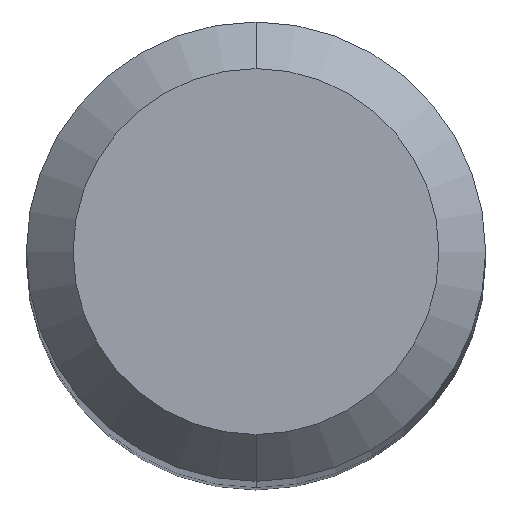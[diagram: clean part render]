
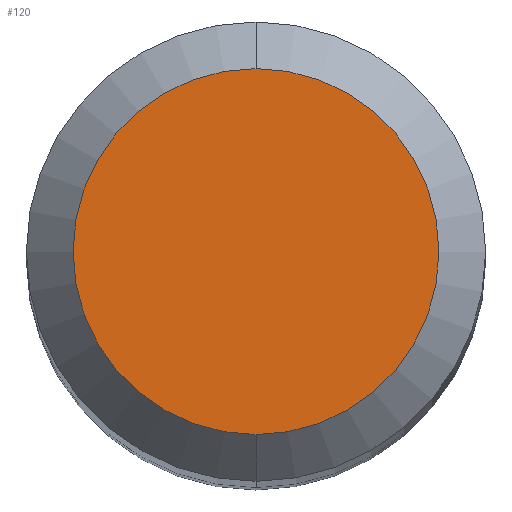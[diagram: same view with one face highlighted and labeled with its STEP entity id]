
A CAD part, top view. The second image highlights one B-rep face of the part: STEP entity #120.
In plain terms, the highlighted planar face has unit normal (0, 0, 1).
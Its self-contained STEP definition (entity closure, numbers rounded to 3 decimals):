
#14 = AXIS2_PLACEMENT_3D ( 'NONE', #154, #71, #27 ) ;
#22 = DIRECTION ( 'NONE',  ( 0., 0., -1. ) ) ;
#27 = DIRECTION ( 'NONE',  ( 0., 1., 0. ) ) ;
#42 = EDGE_CURVE ( 'NONE', #102, #148, #200, .T. ) ;
#51 = ORIENTED_EDGE ( 'NONE', *, *, #67, .F. ) ;
#67 = EDGE_CURVE ( 'NONE', #148, #102, #122, .T. ) ;
#71 = DIRECTION ( 'NONE',  ( 0., 0., -1. ) ) ;
#86 = CARTESIAN_POINT ( 'NONE',  ( 0., 0., 66. ) ) ;
#102 = VERTEX_POINT ( 'NONE', #112 ) ;
#107 = CARTESIAN_POINT ( 'NONE',  ( 0., 0., 66. ) ) ;
#108 = PLANE ( 'NONE',  #335 ) ;
#112 = CARTESIAN_POINT ( 'NONE',  ( 0., 2.35, 66. ) ) ;
#120 = ADVANCED_FACE ( 'NONE', ( #325 ), #108, .F. ) ;
#122 = CIRCLE ( 'NONE', #180, 2.35 ) ;
#137 = DIRECTION ( 'NONE',  ( 0., 1., 0. ) ) ;
#148 = VERTEX_POINT ( 'NONE', #266 ) ;
#154 = CARTESIAN_POINT ( 'NONE',  ( 0., 0., 66. ) ) ;
#157 = DIRECTION ( 'NONE',  ( 0., 1., 0. ) ) ;
#173 = ORIENTED_EDGE ( 'NONE', *, *, #42, .F. ) ;
#180 = AXIS2_PLACEMENT_3D ( 'NONE', #107, #22, #157 ) ;
#187 = DIRECTION ( 'NONE',  ( 0., 0., -1. ) ) ;
#200 = CIRCLE ( 'NONE', #14, 2.35 ) ;
#247 = EDGE_LOOP ( 'NONE', ( #173, #51 ) ) ;
#266 = CARTESIAN_POINT ( 'NONE',  ( 0., -2.35, 66. ) ) ;
#325 = FACE_OUTER_BOUND ( 'NONE', #247, .T. ) ;
#335 = AXIS2_PLACEMENT_3D ( 'NONE', #86, #187, #137 ) ;
